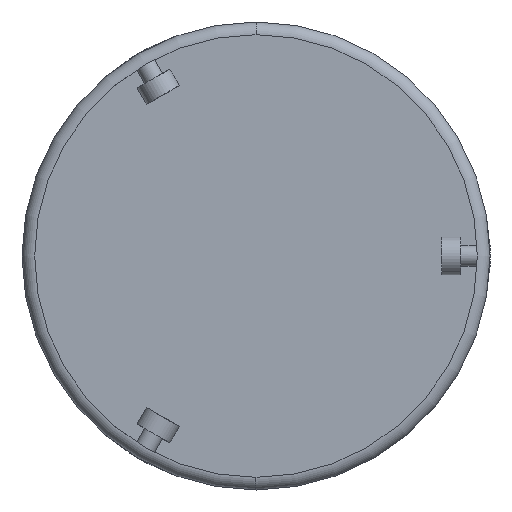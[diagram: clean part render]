
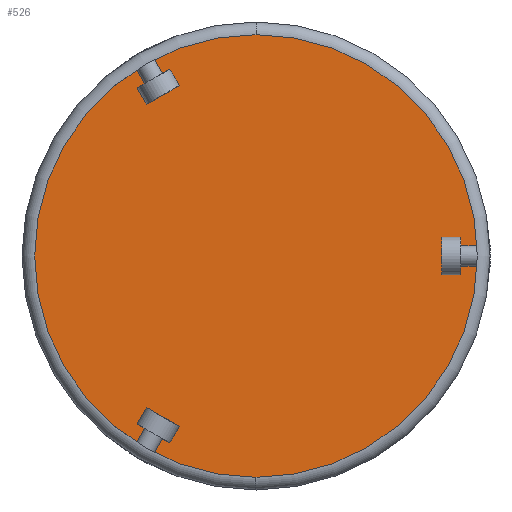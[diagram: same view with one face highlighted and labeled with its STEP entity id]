
A CAD part, front view. The second image highlights one B-rep face of the part: STEP entity #526.
In plain terms, the highlighted planar face has unit normal (0, -1, 0).
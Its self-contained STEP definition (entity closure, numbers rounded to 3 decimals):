
#100 = DIRECTION ( 'NONE',  ( 0., 0., 1. ) ) ;
#137 = VERTEX_POINT ( 'NONE', #1103 ) ;
#476 = ORIENTED_EDGE ( 'NONE', *, *, #4740, .F. ) ;
#526 = ADVANCED_FACE ( 'NONE', ( #1257 ), #1633, .T. ) ;
#605 = CIRCLE ( 'NONE', #1328, 35. ) ;
#716 = ORIENTED_EDGE ( 'NONE', *, *, #2993, .F. ) ;
#788 = DIRECTION ( 'NONE',  ( 0., 1., 0. ) ) ;
#1103 = CARTESIAN_POINT ( 'NONE',  ( 0., -57., -35. ) ) ;
#1182 = DIRECTION ( 'NONE',  ( 0., 0., 1. ) ) ;
#1257 = FACE_OUTER_BOUND ( 'NONE', #2474, .T. ) ;
#1328 = AXIS2_PLACEMENT_3D ( 'NONE', #3477, #788, #4194 ) ;
#1633 = PLANE ( 'NONE',  #3332 ) ;
#1940 = DIRECTION ( 'NONE',  ( 0., -1., 0. ) ) ;
#2474 = EDGE_LOOP ( 'NONE', ( #476, #716 ) ) ;
#2495 = CARTESIAN_POINT ( 'NONE',  ( 0., -57., 0. ) ) ;
#2601 = VERTEX_POINT ( 'NONE', #4438 ) ;
#2819 = CARTESIAN_POINT ( 'NONE',  ( 0., -57., 0. ) ) ;
#2870 = DIRECTION ( 'NONE',  ( 0., 1., 0. ) ) ;
#2993 = EDGE_CURVE ( 'NONE', #137, #2601, #3696, .T. ) ;
#3332 = AXIS2_PLACEMENT_3D ( 'NONE', #2819, #1940, #1182 ) ;
#3439 = AXIS2_PLACEMENT_3D ( 'NONE', #2495, #2870, #100 ) ;
#3477 = CARTESIAN_POINT ( 'NONE',  ( 0., -57., 0. ) ) ;
#3696 = CIRCLE ( 'NONE', #3439, 35. ) ;
#4194 = DIRECTION ( 'NONE',  ( 0., 0., 1. ) ) ;
#4438 = CARTESIAN_POINT ( 'NONE',  ( 0., -57., 35. ) ) ;
#4740 = EDGE_CURVE ( 'NONE', #2601, #137, #605, .T. ) ;
